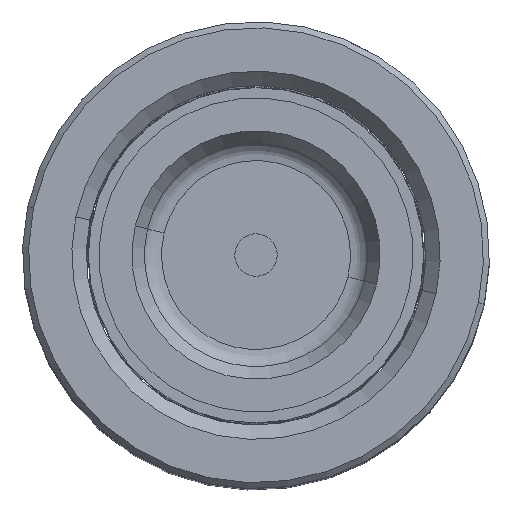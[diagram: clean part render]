
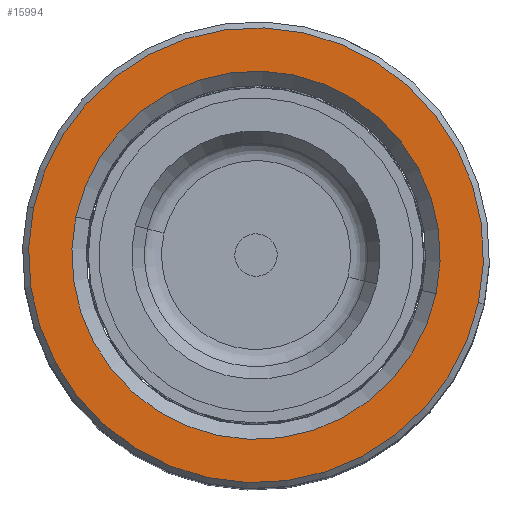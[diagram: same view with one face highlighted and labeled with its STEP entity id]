
A CAD part, top view. The second image highlights one B-rep face of the part: STEP entity #15994.
In plain terms, the highlighted planar face has unit normal (0, 0, 1).
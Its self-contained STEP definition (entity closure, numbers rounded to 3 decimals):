
#743 = VERTEX_POINT ( 'NONE', #6594 ) ;
#917 = PLANE ( 'NONE',  #37818 ) ;
#1481 = FACE_OUTER_BOUND ( 'NONE', #20441, .T. ) ;
#3105 = DIRECTION ( 'NONE',  ( 0., 0., -1. ) ) ;
#3923 = AXIS2_PLACEMENT_3D ( 'NONE', #14191, #3105, #14044 ) ;
#4108 = VERTEX_POINT ( 'NONE', #35350 ) ;
#4394 = CARTESIAN_POINT ( 'NONE',  ( 0., 0., 100. ) ) ;
#4990 = DIRECTION ( 'NONE',  ( 1., 0., 0. ) ) ;
#5034 = DIRECTION ( 'NONE',  ( 0., 0., 1. ) ) ;
#6594 = CARTESIAN_POINT ( 'NONE',  ( 21.7, 0., 100. ) ) ;
#8379 = DIRECTION ( 'NONE',  ( 1., 0., 0. ) ) ;
#13889 = EDGE_LOOP ( 'NONE', ( #38050, #32320 ) ) ;
#14044 = DIRECTION ( 'NONE',  ( 1., 0., 0. ) ) ;
#14191 = CARTESIAN_POINT ( 'NONE',  ( 0., 0., 100. ) ) ;
#15639 = ORIENTED_EDGE ( 'NONE', *, *, #39045, .T. ) ;
#15683 = FACE_BOUND ( 'NONE', #13889, .T. ) ;
#15703 = CARTESIAN_POINT ( 'NONE',  ( 0., 0., 100. ) ) ;
#15767 = CIRCLE ( 'NONE', #47320, 21.7 ) ;
#15994 = ADVANCED_FACE ( 'NONE', ( #1481, #15683 ), #917, .T. ) ;
#16006 = CIRCLE ( 'NONE', #3923, 21.7 ) ;
#16281 = CARTESIAN_POINT ( 'NONE',  ( 0., 0., 100. ) ) ;
#18490 = VERTEX_POINT ( 'NONE', #29200 ) ;
#18534 = EDGE_CURVE ( 'NONE', #743, #18490, #16006, .T. ) ;
#20441 = EDGE_LOOP ( 'NONE', ( #46519, #15639 ) ) ;
#20655 = DIRECTION ( 'NONE',  ( 1., 0., 0. ) ) ;
#21951 = CIRCLE ( 'NONE', #26648, 26.8 ) ;
#23185 = EDGE_CURVE ( 'NONE', #4108, #30574, #21951, .T. ) ;
#26648 = AXIS2_PLACEMENT_3D ( 'NONE', #39131, #5034, #43276 ) ;
#28589 = AXIS2_PLACEMENT_3D ( 'NONE', #15703, #31879, #20655 ) ;
#29200 = CARTESIAN_POINT ( 'NONE',  ( -21.7, 0., 100. ) ) ;
#30574 = VERTEX_POINT ( 'NONE', #39859 ) ;
#31879 = DIRECTION ( 'NONE',  ( 0., 0., 1. ) ) ;
#32320 = ORIENTED_EDGE ( 'NONE', *, *, #36383, .T. ) ;
#34509 = DIRECTION ( 'NONE',  ( 0., 0., 1. ) ) ;
#35350 = CARTESIAN_POINT ( 'NONE',  ( -26.8, 0., 100. ) ) ;
#36383 = EDGE_CURVE ( 'NONE', #18490, #743, #15767, .T. ) ;
#37818 = AXIS2_PLACEMENT_3D ( 'NONE', #4394, #34509, #8379 ) ;
#38050 = ORIENTED_EDGE ( 'NONE', *, *, #18534, .T. ) ;
#39045 = EDGE_CURVE ( 'NONE', #30574, #4108, #41752, .T. ) ;
#39131 = CARTESIAN_POINT ( 'NONE',  ( 0., 0., 100. ) ) ;
#39859 = CARTESIAN_POINT ( 'NONE',  ( 26.8, 0., 100. ) ) ;
#41752 = CIRCLE ( 'NONE', #28589, 26.8 ) ;
#43276 = DIRECTION ( 'NONE',  ( 1., 0., 0. ) ) ;
#46519 = ORIENTED_EDGE ( 'NONE', *, *, #23185, .T. ) ;
#47037 = DIRECTION ( 'NONE',  ( 0., 0., -1. ) ) ;
#47320 = AXIS2_PLACEMENT_3D ( 'NONE', #16281, #47037, #4990 ) ;
